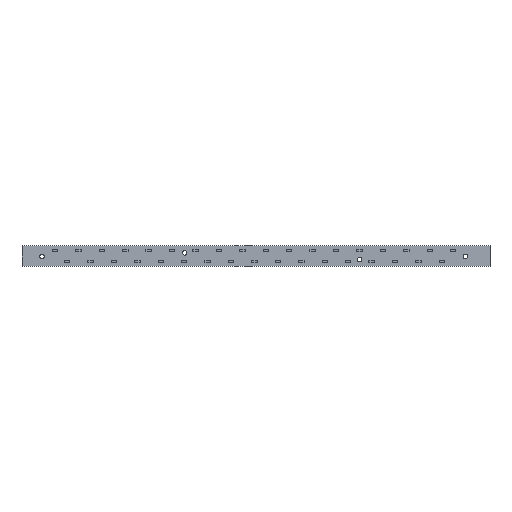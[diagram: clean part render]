
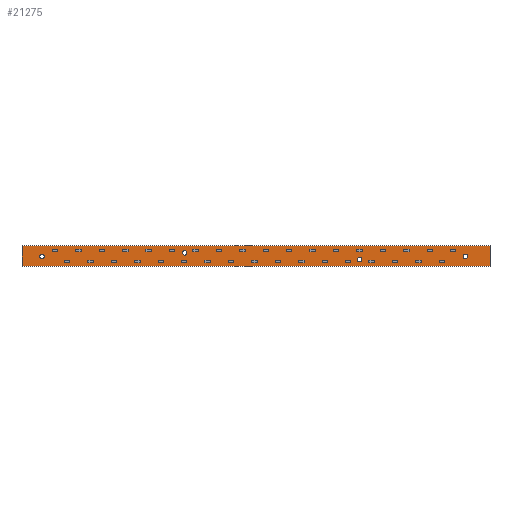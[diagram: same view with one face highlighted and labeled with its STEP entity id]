
A CAD part, top view. The second image highlights one B-rep face of the part: STEP entity #21275.
In plain terms, the highlighted planar face has unit normal (0, 0, 1).
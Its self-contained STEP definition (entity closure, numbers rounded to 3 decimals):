
#21002 = VERTEX_POINT('',#21003);
#21003 = CARTESIAN_POINT('',(0.,0.,0.));
#21009 = EDGE_CURVE('',#21002,#21010,#21012,.T.);
#21010 = VERTEX_POINT('',#21011);
#21011 = CARTESIAN_POINT('',(250.19,0.,0.));
#21012 = LINE('',#21013,#21014);
#21013 = CARTESIAN_POINT('',(0.,0.,0.));
#21014 = VECTOR('',#21015,1.);
#21015 = DIRECTION('',(1.,0.,0.));
#21040 = EDGE_CURVE('',#21010,#21041,#21043,.T.);
#21041 = VERTEX_POINT('',#21042);
#21042 = CARTESIAN_POINT('',(250.19,11.049,0.));
#21043 = LINE('',#21044,#21045);
#21044 = CARTESIAN_POINT('',(250.19,0.,0.));
#21045 = VECTOR('',#21046,1.);
#21046 = DIRECTION('',(0.,1.,0.));
#21071 = EDGE_CURVE('',#21041,#21072,#21074,.T.);
#21072 = VERTEX_POINT('',#21073);
#21073 = CARTESIAN_POINT('',(0.,11.049,0.));
#21074 = LINE('',#21075,#21076);
#21075 = CARTESIAN_POINT('',(250.19,11.049,0.));
#21076 = VECTOR('',#21077,1.);
#21077 = DIRECTION('',(-1.,0.,0.));
#21102 = EDGE_CURVE('',#21072,#21002,#21103,.T.);
#21103 = LINE('',#21104,#21105);
#21104 = CARTESIAN_POINT('',(0.,11.049,0.));
#21105 = VECTOR('',#21106,1.);
#21106 = DIRECTION('',(0.,-1.,0.));
#21126 = VERTEX_POINT('',#21127);
#21127 = CARTESIAN_POINT('',(11.868,5.334,0.));
#21133 = EDGE_CURVE('',#21126,#21126,#21134,.T.);
#21134 = CIRCLE('',#21135,1.2);
#21135 = AXIS2_PLACEMENT_3D('',#21136,#21137,#21138);
#21136 = CARTESIAN_POINT('',(10.668,5.334,0.));
#21137 = DIRECTION('',(0.,0.,1.));
#21138 = DIRECTION('',(1.,0.,0.));
#21159 = VERTEX_POINT('',#21160);
#21160 = CARTESIAN_POINT('',(88.195,7.239,0.));
#21166 = EDGE_CURVE('',#21159,#21159,#21167,.T.);
#21167 = CIRCLE('',#21168,1.2);
#21168 = AXIS2_PLACEMENT_3D('',#21169,#21170,#21171);
#21169 = CARTESIAN_POINT('',(86.995,7.239,0.));
#21170 = DIRECTION('',(0.,0.,1.));
#21171 = DIRECTION('',(1.,0.,0.));
#21192 = VERTEX_POINT('',#21193);
#21193 = CARTESIAN_POINT('',(181.667,3.556,0.));
#21199 = EDGE_CURVE('',#21192,#21192,#21200,.T.);
#21200 = CIRCLE('',#21201,1.2);
#21201 = AXIS2_PLACEMENT_3D('',#21202,#21203,#21204);
#21202 = CARTESIAN_POINT('',(180.467,3.556,0.));
#21203 = DIRECTION('',(0.,0.,1.));
#21204 = DIRECTION('',(1.,0.,0.));
#21225 = VERTEX_POINT('',#21226);
#21226 = CARTESIAN_POINT('',(238.182,5.334,0.));
#21232 = EDGE_CURVE('',#21225,#21225,#21233,.T.);
#21233 = CIRCLE('',#21234,1.2);
#21234 = AXIS2_PLACEMENT_3D('',#21235,#21236,#21237);
#21235 = CARTESIAN_POINT('',(236.982,5.334,0.));
#21236 = DIRECTION('',(0.,0.,1.));
#21237 = DIRECTION('',(1.,0.,0.));
#21275 = ADVANCED_FACE('',(#21276,#21282,#21285,#21288,#21291),#21294,
  .F.);
#21276 = FACE_BOUND('',#21277,.T.);
#21277 = EDGE_LOOP('',(#21278,#21279,#21280,#21281));
#21278 = ORIENTED_EDGE('',*,*,#21009,.T.);
#21279 = ORIENTED_EDGE('',*,*,#21040,.T.);
#21280 = ORIENTED_EDGE('',*,*,#21071,.T.);
#21281 = ORIENTED_EDGE('',*,*,#21102,.T.);
#21282 = FACE_BOUND('',#21283,.F.);
#21283 = EDGE_LOOP('',(#21284));
#21284 = ORIENTED_EDGE('',*,*,#21133,.T.);
#21285 = FACE_BOUND('',#21286,.F.);
#21286 = EDGE_LOOP('',(#21287));
#21287 = ORIENTED_EDGE('',*,*,#21166,.T.);
#21288 = FACE_BOUND('',#21289,.F.);
#21289 = EDGE_LOOP('',(#21290));
#21290 = ORIENTED_EDGE('',*,*,#21199,.T.);
#21291 = FACE_BOUND('',#21292,.F.);
#21292 = EDGE_LOOP('',(#21293));
#21293 = ORIENTED_EDGE('',*,*,#21232,.T.);
#21294 = PLANE('',#21295);
#21295 = AXIS2_PLACEMENT_3D('',#21296,#21297,#21298);
#21296 = CARTESIAN_POINT('',(0.,0.,0.));
#21297 = DIRECTION('',(0.,0.,-1.));
#21298 = DIRECTION('',(-1.,0.,0.));
